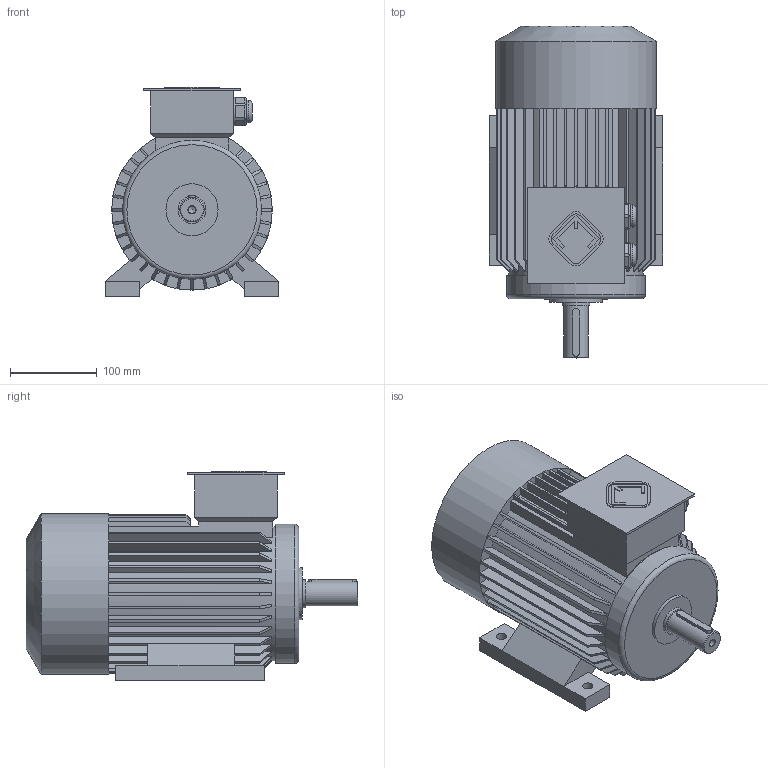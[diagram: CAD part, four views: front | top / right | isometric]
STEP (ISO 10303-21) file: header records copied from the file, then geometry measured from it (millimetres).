
FILE_DESCRIPTION(/* description */ ('Unknown'),/* implementation_level */ '2;1');
FILE_NAME(/* name */ 'AIS100L_В3',/* time_stamp */ '2021-03-23T13:52:13+03:00',/* author */ ('Unknown'),/* organization */ ('Unknown'),/* preprocessor_version */ 'ST-DEVELOPER v16',/* originating_system */ 'DEX',/* authorisation */ $);
FILE_SCHEMA (('AUTOMOTIVE_DESIGN {1 0 10303 214 3 1 1}'));
Length unit declared in the file: millimetre
Products named in the file (1): AIS100L_ﾂ3
Bounding box: 200 x 382 x 241 mm (x, y, z)
Volume: 7982788.7 mm3; surface area: 449697.5 mm2
Topology: 1 solids, 1 shells, 329 faces, 923 edges, 607 vertices
Faces by surface type: plane 232, cylinder 61, cone 33, torus 3
Full cylindrical faces by diameter (mm): 8.376 x2, 12 x4, 26.138 x2, 28 x1, 32 x1, 33 x2, 60 x1, 155 x1, 160 x1, 185 x1
Entity records: 12924 total; most frequent: CARTESIAN_POINT 2181, ORIENTED_EDGE 1768, DIRECTION 1724, EDGE_CURVE 884, VERTEX_POINT 593, LINE 584, VECTOR 584, AXIS2_PLACEMENT_3D 570
